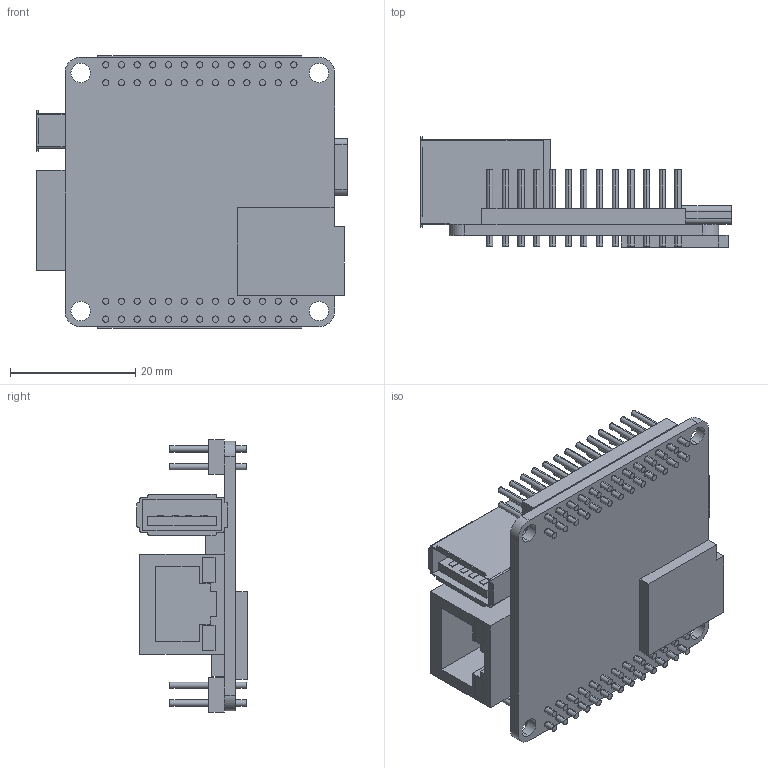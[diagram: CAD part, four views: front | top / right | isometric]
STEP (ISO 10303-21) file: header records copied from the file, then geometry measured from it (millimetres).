
FILE_DESCRIPTION (( 'STEP AP214' ), '1' );
FILE_NAME ('Rock-Pi-S-V13.STEP', '2021-09-28T06:52:48', ( '' ), ( '' ), '', '', '' );
FILE_SCHEMA (( 'AUTOMOTIVE_DESIGN' ));
Length unit declared in the file: millimetre
Products named in the file (1): Rock-Pi-S-V13
Bounding box: 49.5 x 17.65 x 43.4 mm (x, y, z)
Volume: 9432.5 mm3; surface area: 9181 mm2
Topology: 1 solids, 1 shells, 491 faces, 1100 edges, 730 vertices
Faces by surface type: plane 247, cylinder 244
Entity records: 19273 total; most frequent: DIRECTION 2572, CARTESIAN_POINT 2322, ORIENTED_EDGE 2200, EDGE_CURVE 1100, AXIS2_PLACEMENT_3D 980, VERTEX_POINT 730, EDGE_LOOP 618, LINE 612
